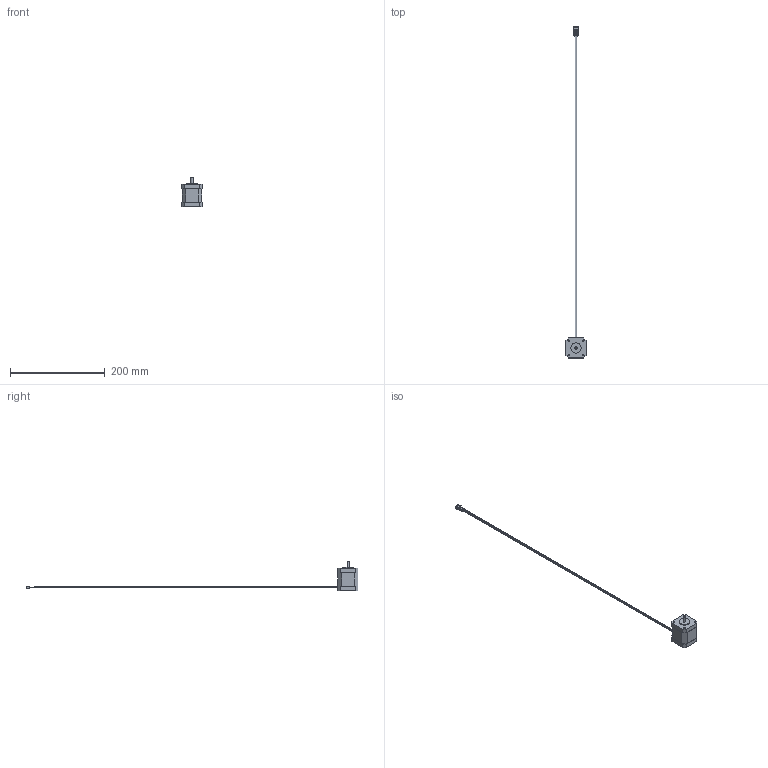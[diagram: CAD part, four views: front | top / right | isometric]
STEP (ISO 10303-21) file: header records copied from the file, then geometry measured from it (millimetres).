
FILE_DESCRIPTION (( 'STEP AP214' ), '1' );
FILE_NAME ('2186-A.STEP', '2015-10-29T13:44:42', ( '' ), ( '' ), 'SwSTEP 2.0', 'SolidWorks 2015', '' );
FILE_SCHEMA (( 'AUTOMOTIVE_DESIGN' ));
Length unit declared in the file: millimetre
Products named in the file (1): 2186-A
Bounding box: 42.3 x 699.8 x 62 mm (x, y, z)
Volume: 82581.6 mm3; surface area: 19977.2 mm2
Topology: 2 solids, 2 shells, 190 faces, 488 edges, 318 vertices
Faces by surface type: plane 140, cylinder 34, torus 16
Entity records: 6907 total; most frequent: CARTESIAN_POINT 997, ORIENTED_EDGE 976, DIRECTION 974, EDGE_CURVE 488, VECTOR 384, LINE 384, VERTEX_POINT 318, AXIS2_PLACEMENT_3D 295
